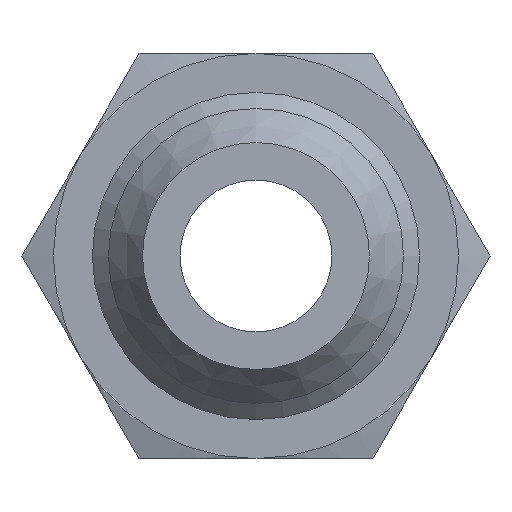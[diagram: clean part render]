
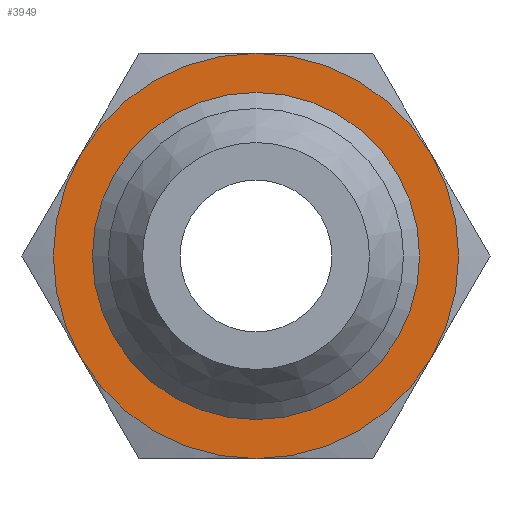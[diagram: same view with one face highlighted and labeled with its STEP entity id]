
A CAD part, left-side view. The second image highlights one B-rep face of the part: STEP entity #3949.
In plain terms, the highlighted planar face has unit normal (-1, 0, 0).
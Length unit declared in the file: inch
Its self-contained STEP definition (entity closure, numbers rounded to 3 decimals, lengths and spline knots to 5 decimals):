
#2944=CARTESIAN_POINT('',(0.0,0.,0.8125));
#2945=VERTEX_POINT('',#2944);
#3316=CARTESIAN_POINT('',(0.0,0.,0.5985));
#3317=VERTEX_POINT('',#3316);
#3318=CARTESIAN_POINT('',(0.0,0.,0.));
#3319=DIRECTION('',(-1.0,0.0,0.0));
#3320=DIRECTION('',(0.0,0.0,-1.0));
#3321=AXIS2_PLACEMENT_3D('',#3318,#3319,#3320);
#3322=CIRCLE('',#3321,0.5985);
#3323=EDGE_CURVE('',#3317,#3317,#3322,.T.);
#3600=CARTESIAN_POINT('',(0.0,0.70365,0.40625));
#3601=VERTEX_POINT('',#3600);
#3615=CARTESIAN_POINT('',(0.0,0.0,0.0));
#3616=DIRECTION('',(-1.0,0.0,0.0));
#3617=DIRECTION('',(0.0,1.0,0.0));
#3618=AXIS2_PLACEMENT_3D('',#3615,#3616,#3617);
#3619=CIRCLE('',#3618,0.8125);
#3620=EDGE_CURVE('',#2945,#3601,#3619,.T.);
#3630=CARTESIAN_POINT('',(0.0,-0.70365,0.40625));
#3631=VERTEX_POINT('',#3630);
#3646=CARTESIAN_POINT('',(0.0,0.0,0.0));
#3647=DIRECTION('',(-1.0,0.0,0.0));
#3648=DIRECTION('',(0.0,1.0,0.0));
#3649=AXIS2_PLACEMENT_3D('',#3646,#3647,#3648);
#3650=CIRCLE('',#3649,0.8125);
#3651=EDGE_CURVE('',#3631,#2945,#3650,.T.);
#3663=CARTESIAN_POINT('',(0.0,-0.70365,-0.40625));
#3664=VERTEX_POINT('',#3663);
#3691=CARTESIAN_POINT('',(0.0,0.0,0.0));
#3692=DIRECTION('',(-1.0,0.0,0.0));
#3693=DIRECTION('',(0.0,1.0,0.0));
#3694=AXIS2_PLACEMENT_3D('',#3691,#3692,#3693);
#3695=CIRCLE('',#3694,0.8125);
#3696=EDGE_CURVE('',#3664,#3631,#3695,.T.);
#3721=CARTESIAN_POINT('',(0.0,0.,-0.8125));
#3722=VERTEX_POINT('',#3721);
#3723=CARTESIAN_POINT('',(0.0,0.0,0.0));
#3724=DIRECTION('',(-1.0,0.0,0.0));
#3725=DIRECTION('',(0.0,1.0,0.0));
#3726=AXIS2_PLACEMENT_3D('',#3723,#3724,#3725);
#3727=CIRCLE('',#3726,0.8125);
#3728=EDGE_CURVE('',#3722,#3664,#3727,.T.);
#3766=CARTESIAN_POINT('',(0.0,0.70365,-0.40625));
#3767=VERTEX_POINT('',#3766);
#3768=CARTESIAN_POINT('',(0.0,0.0,0.0));
#3769=DIRECTION('',(-1.0,0.0,0.0));
#3770=DIRECTION('',(0.0,1.0,0.0));
#3771=AXIS2_PLACEMENT_3D('',#3768,#3769,#3770);
#3772=CIRCLE('',#3771,0.8125);
#3773=EDGE_CURVE('',#3767,#3722,#3772,.T.);
#3811=CARTESIAN_POINT('',(0.0,0.0,0.0));
#3812=DIRECTION('',(-1.0,0.0,0.0));
#3813=DIRECTION('',(0.0,1.0,0.0));
#3814=AXIS2_PLACEMENT_3D('',#3811,#3812,#3813);
#3815=CIRCLE('',#3814,0.8125);
#3816=EDGE_CURVE('',#3601,#3767,#3815,.T.);
#3933=CARTESIAN_POINT('',(0.0,0.,0.));
#3934=DIRECTION('',(1.0,0.0,0.0));
#3935=DIRECTION('',(0.0,0.0,-1.0));
#3936=AXIS2_PLACEMENT_3D('',#3933,#3934,#3935);
#3937=PLANE('',#3936);
#3938=ORIENTED_EDGE('',*,*,#3816,.T.);
#3939=ORIENTED_EDGE('',*,*,#3773,.T.);
#3940=ORIENTED_EDGE('',*,*,#3728,.T.);
#3941=ORIENTED_EDGE('',*,*,#3696,.T.);
#3942=ORIENTED_EDGE('',*,*,#3651,.T.);
#3943=ORIENTED_EDGE('',*,*,#3620,.T.);
#3944=EDGE_LOOP('',(#3938,#3939,#3940,#3941,#3942,#3943));
#3945=FACE_OUTER_BOUND('',#3944,.T.);
#3946=ORIENTED_EDGE('',*,*,#3323,.F.);
#3947=EDGE_LOOP('',(#3946));
#3948=FACE_BOUND('',#3947,.T.);
#3949=ADVANCED_FACE('',(#3945,#3948),#3937,.F.);
